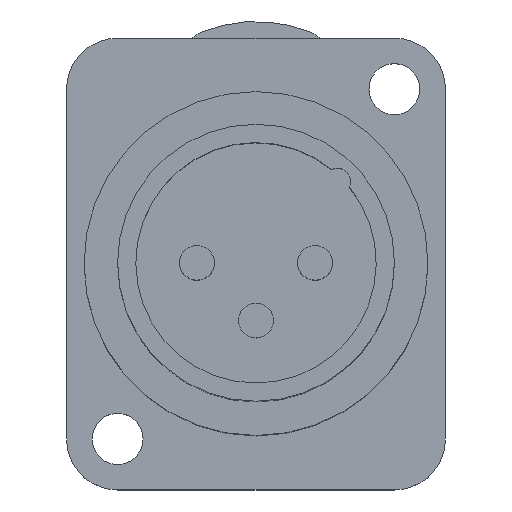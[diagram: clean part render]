
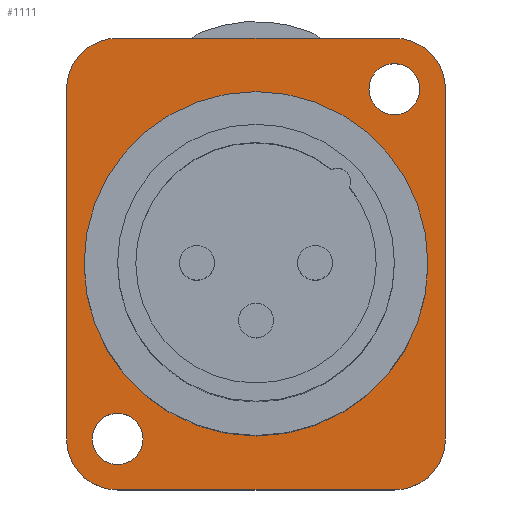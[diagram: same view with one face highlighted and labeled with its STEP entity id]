
A CAD part, top view. The second image highlights one B-rep face of the part: STEP entity #1111.
In plain terms, the highlighted planar face has unit normal (0, 0, 1).
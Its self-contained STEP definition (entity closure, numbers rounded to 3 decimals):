
#100=CARTESIAN_POINT('',(9.5,12.,2.3));
#101=DIRECTION('',(0.,0.,-1.));
#102=DIRECTION('',(1.,0.,0.));
#103=AXIS2_PLACEMENT_3D('',#100,#101,#102);
#105=CARTESIAN_POINT('',(9.5,12.,2.3));
#106=DIRECTION('',(0.,0.,-1.));
#107=DIRECTION('',(-1.,0.,0.));
#108=AXIS2_PLACEMENT_3D('',#105,#106,#107);
#110=CARTESIAN_POINT('',(-9.5,-12.,2.3));
#111=DIRECTION('',(0.,0.,-1.));
#112=DIRECTION('',(1.,0.,0.));
#113=AXIS2_PLACEMENT_3D('',#110,#111,#112);
#115=CARTESIAN_POINT('',(-9.5,-12.,2.3));
#116=DIRECTION('',(0.,0.,-1.));
#117=DIRECTION('',(-1.,0.,0.));
#118=AXIS2_PLACEMENT_3D('',#115,#116,#117);
#120=DIRECTION('',(0.,-1.,0.));
#121=VECTOR('',#120,24.);
#122=CARTESIAN_POINT('',(-13.,12.,2.3));
#123=LINE('',#122,#121);
#124=CARTESIAN_POINT('',(-9.5,12.,2.3));
#125=DIRECTION('',(0.,0.,1.));
#126=DIRECTION('',(0.,1.,0.));
#127=AXIS2_PLACEMENT_3D('',#124,#125,#126);
#129=DIRECTION('',(-1.,0.,0.));
#130=VECTOR('',#129,19.);
#131=CARTESIAN_POINT('',(9.5,15.5,2.3));
#132=LINE('',#131,#130);
#133=CARTESIAN_POINT('',(9.5,12.,2.3));
#134=DIRECTION('',(0.,0.,1.));
#135=DIRECTION('',(1.,0.,0.));
#136=AXIS2_PLACEMENT_3D('',#133,#134,#135);
#138=DIRECTION('',(0.,1.,0.));
#139=VECTOR('',#138,24.);
#140=CARTESIAN_POINT('',(13.,-12.,2.3));
#141=LINE('',#140,#139);
#142=CARTESIAN_POINT('',(9.5,-12.,2.3));
#143=DIRECTION('',(0.,0.,1.));
#144=DIRECTION('',(0.,-1.,0.));
#145=AXIS2_PLACEMENT_3D('',#142,#143,#144);
#147=DIRECTION('',(1.,0.,0.));
#148=VECTOR('',#147,19.);
#149=CARTESIAN_POINT('',(-9.5,-15.5,2.3));
#150=LINE('',#149,#148);
#151=CARTESIAN_POINT('',(-9.5,-12.,2.3));
#152=DIRECTION('',(0.,0.,1.));
#153=DIRECTION('',(-1.,0.,0.));
#154=AXIS2_PLACEMENT_3D('',#151,#152,#153);
#156=CARTESIAN_POINT('',(0.,0.,2.3));
#157=DIRECTION('',(0.,0.,-1.));
#158=DIRECTION('',(-1.,0.,0.));
#159=AXIS2_PLACEMENT_3D('',#156,#157,#158);
#161=CARTESIAN_POINT('',(0.,0.,2.3));
#162=DIRECTION('',(0.,0.,-1.));
#163=DIRECTION('',(1.,0.,0.));
#164=AXIS2_PLACEMENT_3D('',#161,#162,#163);
#730=CARTESIAN_POINT('',(-13.,12.,2.3));
#731=CARTESIAN_POINT('',(-13.,-12.,2.3));
#732=VERTEX_POINT('',#730);
#733=VERTEX_POINT('',#731);
#734=CARTESIAN_POINT('',(-9.5,-15.5,2.3));
#735=VERTEX_POINT('',#734);
#736=CARTESIAN_POINT('',(9.5,-15.5,2.3));
#737=VERTEX_POINT('',#736);
#738=CARTESIAN_POINT('',(13.,-12.,2.3));
#739=CARTESIAN_POINT('',(13.,12.,2.3));
#740=VERTEX_POINT('',#738);
#741=VERTEX_POINT('',#739);
#742=CARTESIAN_POINT('',(9.5,15.5,2.3));
#743=VERTEX_POINT('',#742);
#744=CARTESIAN_POINT('',(11.25,12.,2.3));
#745=CARTESIAN_POINT('',(7.75,12.,2.3));
#746=VERTEX_POINT('',#744);
#747=VERTEX_POINT('',#745);
#748=CARTESIAN_POINT('',(-7.75,-12.,2.3));
#749=CARTESIAN_POINT('',(-11.25,-12.,2.3));
#750=VERTEX_POINT('',#748);
#751=VERTEX_POINT('',#749);
#764=CARTESIAN_POINT('',(-11.8,0.,2.3));
#765=VERTEX_POINT('',#764);
#766=CARTESIAN_POINT('',(11.8,0.,2.3));
#767=VERTEX_POINT('',#766);
#846=CARTESIAN_POINT('',(-9.5,15.5,2.3));
#847=VERTEX_POINT('',#846);
#1078=CARTESIAN_POINT('',(0.,0.,2.3));
#1079=DIRECTION('',(0.,0.,1.));
#1080=DIRECTION('',(1.,0.,0.));
#1081=AXIS2_PLACEMENT_3D('',#1078,#1079,#1080);
#1082=PLANE('',#1081);
#1083=ORIENTED_EDGE('',*,*,#974,.F.);
#1084=ORIENTED_EDGE('',*,*,#989,.F.);
#1085=ORIENTED_EDGE('',*,*,#1003,.F.);
#1086=ORIENTED_EDGE('',*,*,#1017,.F.);
#1087=ORIENTED_EDGE('',*,*,#1031,.F.);
#1088=ORIENTED_EDGE('',*,*,#1045,.F.);
#1089=ORIENTED_EDGE('',*,*,#1059,.F.);
#1090=ORIENTED_EDGE('',*,*,#1072,.F.);
#1091=EDGE_LOOP('',(#1083,#1084,#1085,#1086,#1087,#1088,#1089,#1090));
#1092=FACE_OUTER_BOUND('',#1091,.F.);
#1094=ORIENTED_EDGE('',*,*,#1093,.F.);
#1096=ORIENTED_EDGE('',*,*,#1095,.F.);
#1097=EDGE_LOOP('',(#1094,#1096));
#1098=FACE_BOUND('',#1097,.F.);
#1100=ORIENTED_EDGE('',*,*,#1099,.F.);
#1102=ORIENTED_EDGE('',*,*,#1101,.F.);
#1103=EDGE_LOOP('',(#1100,#1102));
#1104=FACE_BOUND('',#1103,.F.);
#1106=ORIENTED_EDGE('',*,*,#1105,.F.);
#1108=ORIENTED_EDGE('',*,*,#1107,.F.);
#1109=EDGE_LOOP('',(#1106,#1108));
#1110=FACE_BOUND('',#1109,.F.);
#1111=ADVANCED_FACE('',(#1092,#1098,#1104,#1110),#1082,.T.);
#104=CIRCLE('',#103,1.75);
#109=CIRCLE('',#108,1.75);
#114=CIRCLE('',#113,1.75);
#119=CIRCLE('',#118,1.75);
#128=CIRCLE('',#127,3.5);
#137=CIRCLE('',#136,3.5);
#146=CIRCLE('',#145,3.5);
#155=CIRCLE('',#154,3.5);
#160=CIRCLE('',#159,11.8);
#165=CIRCLE('',#164,11.8);
#974=EDGE_CURVE('',#732,#733,#123,.T.);
#989=EDGE_CURVE('',#847,#732,#128,.T.);
#1003=EDGE_CURVE('',#743,#847,#132,.T.);
#1017=EDGE_CURVE('',#741,#743,#137,.T.);
#1031=EDGE_CURVE('',#740,#741,#141,.T.);
#1045=EDGE_CURVE('',#737,#740,#146,.T.);
#1059=EDGE_CURVE('',#735,#737,#150,.T.);
#1072=EDGE_CURVE('',#733,#735,#155,.T.);
#1093=EDGE_CURVE('',#746,#747,#104,.T.);
#1095=EDGE_CURVE('',#747,#746,#109,.T.);
#1099=EDGE_CURVE('',#750,#751,#114,.T.);
#1101=EDGE_CURVE('',#751,#750,#119,.T.);
#1105=EDGE_CURVE('',#765,#767,#160,.T.);
#1107=EDGE_CURVE('',#767,#765,#165,.T.);
